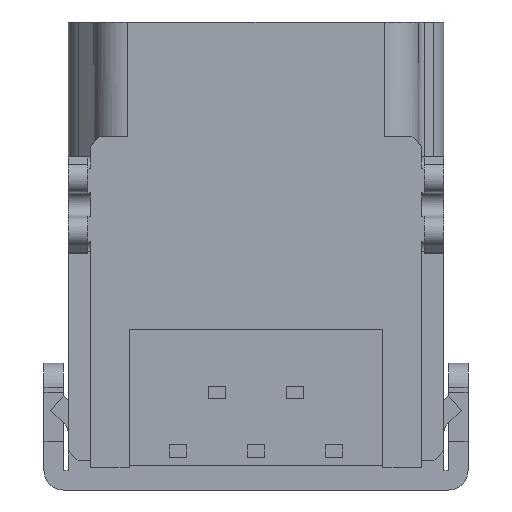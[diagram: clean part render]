
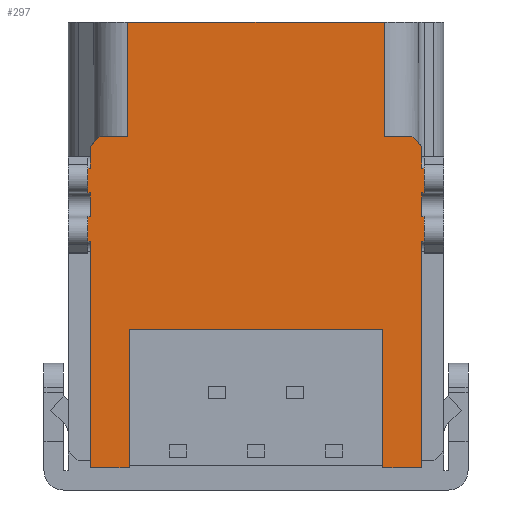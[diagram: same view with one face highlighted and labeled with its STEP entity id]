
A CAD part, front view. The second image highlights one B-rep face of the part: STEP entity #297.
In plain terms, the highlighted planar face has unit normal (0, -1, 0).
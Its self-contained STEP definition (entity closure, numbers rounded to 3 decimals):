
#297=ADVANCED_FACE('',(#854),#855,.T.);
#854=FACE_OUTER_BOUND('',#1606,.T.);
#855=PLANE('',#1607);
#1606=EDGE_LOOP('',(#3735,#3736,#3737,#3738,#3739,#3740,#3741,#3742,#3743,#3744,#3745,#3746,#3747,#3748,#3749,#3750,#3751,#3752,#3753,#3754,#3755,#3756,#3757,#3758,#3759,#3760,#3761,#3762,#3763,#3764));
#1607=AXIS2_PLACEMENT_3D('',#3765,#3766,#3767);
#3735=ORIENTED_EDGE('',*,*,#4590,.F.);
#3736=ORIENTED_EDGE('',*,*,#5212,.F.);
#3737=ORIENTED_EDGE('',*,*,#5213,.T.);
#3738=ORIENTED_EDGE('',*,*,#5214,.T.);
#3739=ORIENTED_EDGE('',*,*,#5215,.T.);
#3740=ORIENTED_EDGE('',*,*,#4529,.F.);
#3741=ORIENTED_EDGE('',*,*,#5184,.T.);
#3742=ORIENTED_EDGE('',*,*,#5208,.T.);
#3743=ORIENTED_EDGE('',*,*,#5216,.F.);
#3744=ORIENTED_EDGE('',*,*,#5211,.F.);
#3745=ORIENTED_EDGE('',*,*,#5196,.T.);
#3746=ORIENTED_EDGE('',*,*,#4571,.T.);
#3747=ORIENTED_EDGE('',*,*,#5217,.T.);
#3748=ORIENTED_EDGE('',*,*,#5218,.T.);
#3749=ORIENTED_EDGE('',*,*,#5219,.T.);
#3750=ORIENTED_EDGE('',*,*,#5220,.F.);
#3751=ORIENTED_EDGE('',*,*,#5221,.T.);
#3752=ORIENTED_EDGE('',*,*,#5222,.T.);
#3753=ORIENTED_EDGE('',*,*,#5223,.T.);
#3754=ORIENTED_EDGE('',*,*,#4551,.T.);
#3755=ORIENTED_EDGE('',*,*,#5224,.F.);
#3756=ORIENTED_EDGE('',*,*,#5225,.F.);
#3757=ORIENTED_EDGE('',*,*,#5226,.T.);
#3758=ORIENTED_EDGE('',*,*,#5227,.T.);
#3759=ORIENTED_EDGE('',*,*,#5228,.F.);
#3760=ORIENTED_EDGE('',*,*,#4549,.F.);
#3761=ORIENTED_EDGE('',*,*,#5229,.T.);
#3762=ORIENTED_EDGE('',*,*,#5230,.T.);
#3763=ORIENTED_EDGE('',*,*,#5231,.T.);
#3764=ORIENTED_EDGE('',*,*,#5232,.T.);
#3765=CARTESIAN_POINT('',(-3.85,-1.95,0.0));
#3766=DIRECTION('',(0.0,-1.0,0.0));
#3767=DIRECTION('',(0.0,0.0,-1.0));
#4529=EDGE_CURVE('',#5426,#5429,#5430,.T.);
#4549=EDGE_CURVE('',#5467,#5461,#5469,.T.);
#4551=EDGE_CURVE('',#5473,#5470,#5474,.T.);
#4571=EDGE_CURVE('',#5505,#5511,#5513,.T.);
#4590=EDGE_CURVE('',#5549,#5551,#5552,.T.);
#5184=EDGE_CURVE('',#5426,#6527,#6528,.T.);
#5196=EDGE_CURVE('',#6547,#5505,#6548,.T.);
#5208=EDGE_CURVE('',#6527,#6566,#6568,.T.);
#5211=EDGE_CURVE('',#6547,#6565,#6571,.T.);
#5212=EDGE_CURVE('',#6572,#5549,#6573,.T.);
#5213=EDGE_CURVE('',#6572,#6574,#6575,.T.);
#5214=EDGE_CURVE('',#6574,#6576,#6577,.T.);
#5215=EDGE_CURVE('',#6576,#5429,#6578,.T.);
#5216=EDGE_CURVE('',#6565,#6566,#6579,.T.);
#5217=EDGE_CURVE('',#5511,#6580,#6581,.T.);
#5218=EDGE_CURVE('',#6580,#6582,#6583,.T.);
#5219=EDGE_CURVE('',#6582,#6584,#6585,.T.);
#5220=EDGE_CURVE('',#6586,#6584,#6587,.T.);
#5221=EDGE_CURVE('',#6586,#6588,#6589,.T.);
#5222=EDGE_CURVE('',#6588,#6590,#6591,.T.);
#5223=EDGE_CURVE('',#6590,#5473,#6592,.T.);
#5224=EDGE_CURVE('',#6593,#5470,#6594,.T.);
#5225=EDGE_CURVE('',#6595,#6593,#6596,.T.);
#5226=EDGE_CURVE('',#6595,#6597,#6598,.T.);
#5227=EDGE_CURVE('',#6597,#6599,#6600,.T.);
#5228=EDGE_CURVE('',#5461,#6599,#6601,.T.);
#5229=EDGE_CURVE('',#5467,#6602,#6603,.T.);
#5230=EDGE_CURVE('',#6602,#6604,#6605,.T.);
#5231=EDGE_CURVE('',#6604,#6606,#6607,.T.);
#5232=EDGE_CURVE('',#6606,#5551,#6608,.T.);
#5426=VERTEX_POINT('',#6883);
#5429=VERTEX_POINT('',#6887);
#5430=LINE('',#6888,#6889);
#5461=VERTEX_POINT('',#6927);
#5467=VERTEX_POINT('',#6935);
#5469=LINE('',#6937,#6938);
#5470=VERTEX_POINT('',#6939);
#5473=VERTEX_POINT('',#6943);
#5474=LINE('',#6944,#6945);
#5505=VERTEX_POINT('',#6983);
#5511=VERTEX_POINT('',#6991);
#5513=LINE('',#6993,#6994);
#5549=VERTEX_POINT('',#7039);
#5551=VERTEX_POINT('',#7041);
#5552=LINE('',#7042,#7043);
#6527=VERTEX_POINT('',#8568);
#6528=LINE('',#8569,#8570);
#6547=VERTEX_POINT('',#8594);
#6548=LINE('',#8595,#8596);
#6565=VERTEX_POINT('',#8618);
#6566=VERTEX_POINT('',#8619);
#6568=LINE('',#8621,#8622);
#6571=LINE('',#8627,#8628);
#6572=VERTEX_POINT('',#8629);
#6573=LINE('',#8630,#8631);
#6574=VERTEX_POINT('',#8632);
#6575=LINE('',#8633,#8634);
#6576=VERTEX_POINT('',#8635);
#6577=LINE('',#8636,#8637);
#6578=LINE('',#8638,#8639);
#6579=LINE('',#8640,#8641);
#6580=VERTEX_POINT('',#8642);
#6581=LINE('',#8643,#8644);
#6582=VERTEX_POINT('',#8645);
#6583=LINE('',#8646,#8647);
#6584=VERTEX_POINT('',#8648);
#6585=LINE('',#8649,#8650);
#6586=VERTEX_POINT('',#8651);
#6587=LINE('',#8652,#8653);
#6588=VERTEX_POINT('',#8654);
#6589=LINE('',#8655,#8656);
#6590=VERTEX_POINT('',#8657);
#6591=LINE('',#8658,#8659);
#6592=LINE('',#8660,#8661);
#6593=VERTEX_POINT('',#8662);
#6594=LINE('',#8663,#8664);
#6595=VERTEX_POINT('',#8665);
#6596=LINE('',#8666,#8667);
#6597=VERTEX_POINT('',#8668);
#6598=LINE('',#8669,#8670);
#6599=VERTEX_POINT('',#8671);
#6600=LINE('',#8672,#8673);
#6601=LINE('',#8674,#8675);
#6602=VERTEX_POINT('',#8676);
#6603=LINE('',#8677,#8678);
#6604=VERTEX_POINT('',#8679);
#6605=LINE('',#8680,#8681);
#6606=VERTEX_POINT('',#8682);
#6607=LINE('',#8683,#8684);
#6608=LINE('',#8685,#8686);
#6883=CARTESIAN_POINT('',(-3.45,-1.95,-2.999));
#6887=CARTESIAN_POINT('',(-3.4,-1.95,-2.999));
#6888=CARTESIAN_POINT('',(-3.45,-1.95,-2.999));
#6889=VECTOR('',#9086,0.05);
#6927=CARTESIAN_POINT('',(3.45,-1.95,-2.999));
#6935=CARTESIAN_POINT('',(3.4,-1.95,-2.999));
#6937=CARTESIAN_POINT('',(3.4,-1.95,-2.999));
#6938=VECTOR('',#9126,0.05);
#6939=CARTESIAN_POINT('',(3.45,-1.95,-4.501));
#6943=CARTESIAN_POINT('',(3.4,-1.95,-4.501));
#6944=CARTESIAN_POINT('',(3.4,-1.95,-4.501));
#6945=VECTOR('',#9128,0.05);
#6983=CARTESIAN_POINT('',(-3.45,-1.95,-4.501));
#6991=CARTESIAN_POINT('',(-3.4,-1.95,-4.501));
#6993=CARTESIAN_POINT('',(-3.45,-1.95,-4.501));
#6994=VECTOR('',#9168,0.05);
#7039=CARTESIAN_POINT('',(-2.635,-1.95,0.0));
#7041=CARTESIAN_POINT('',(2.635,-1.95,0.0));
#7042=CARTESIAN_POINT('',(-2.635,-1.95,0.0));
#7043=VECTOR('',#9205,5.27);
#8568=CARTESIAN_POINT('',(-3.45,-1.95,-3.505));
#8569=CARTESIAN_POINT('',(-3.45,-1.95,-2.999));
#8570=VECTOR('',#10055,0.506);
#8594=CARTESIAN_POINT('',(-3.45,-1.95,-3.995));
#8595=CARTESIAN_POINT('',(-3.45,-1.95,-3.995));
#8596=VECTOR('',#10079,0.506);
#8618=CARTESIAN_POINT('',(-3.4,-1.95,-3.995));
#8619=CARTESIAN_POINT('',(-3.4,-1.95,-3.505));
#8621=CARTESIAN_POINT('',(-3.45,-1.95,-3.505));
#8622=VECTOR('',#10103,0.05);
#8627=CARTESIAN_POINT('',(-3.45,-1.95,-3.995));
#8628=VECTOR('',#10106,0.05);
#8629=CARTESIAN_POINT('',(-2.635,-1.95,-2.35));
#8630=CARTESIAN_POINT('',(-2.635,-1.95,-2.35));
#8631=VECTOR('',#10107,2.35);
#8632=CARTESIAN_POINT('',(-3.2,-1.95,-2.35));
#8633=CARTESIAN_POINT('',(-2.635,-1.95,-2.35));
#8634=VECTOR('',#10108,0.565);
#8635=CARTESIAN_POINT('',(-3.4,-1.95,-2.55));
#8636=CARTESIAN_POINT('',(-3.2,-1.95,-2.35));
#8637=VECTOR('',#10109,0.283);
#8638=CARTESIAN_POINT('',(-3.4,-1.95,-2.55));
#8639=VECTOR('',#10110,0.449);
#8640=CARTESIAN_POINT('',(-3.4,-1.95,-3.995));
#8641=VECTOR('',#10111,0.49);
#8642=CARTESIAN_POINT('',(-3.4,-1.95,-9.148));
#8643=CARTESIAN_POINT('',(-3.4,-1.95,-4.501));
#8644=VECTOR('',#10112,4.647);
#8645=CARTESIAN_POINT('',(-2.6,-1.95,-9.148));
#8646=CARTESIAN_POINT('',(-3.4,-1.95,-9.148));
#8647=VECTOR('',#10113,0.8);
#8648=CARTESIAN_POINT('',(-2.6,-1.95,-6.298));
#8649=CARTESIAN_POINT('',(-2.6,-1.95,-9.148));
#8650=VECTOR('',#10114,2.85);
#8651=CARTESIAN_POINT('',(2.6,-1.95,-6.298));
#8652=CARTESIAN_POINT('',(2.6,-1.95,-6.298));
#8653=VECTOR('',#10115,5.2);
#8654=CARTESIAN_POINT('',(2.6,-1.95,-9.148));
#8655=CARTESIAN_POINT('',(2.6,-1.95,-6.298));
#8656=VECTOR('',#10116,2.85);
#8657=CARTESIAN_POINT('',(3.4,-1.95,-9.148));
#8658=CARTESIAN_POINT('',(2.6,-1.95,-9.148));
#8659=VECTOR('',#10117,0.8);
#8660=CARTESIAN_POINT('',(3.4,-1.95,-9.148));
#8661=VECTOR('',#10118,4.647);
#8662=CARTESIAN_POINT('',(3.45,-1.95,-3.995));
#8663=CARTESIAN_POINT('',(3.45,-1.95,-3.995));
#8664=VECTOR('',#10119,0.506);
#8665=CARTESIAN_POINT('',(3.4,-1.95,-3.995));
#8666=CARTESIAN_POINT('',(3.4,-1.95,-3.995));
#8667=VECTOR('',#10120,0.05);
#8668=CARTESIAN_POINT('',(3.4,-1.95,-3.505));
#8669=CARTESIAN_POINT('',(3.4,-1.95,-3.995));
#8670=VECTOR('',#10121,0.49);
#8671=CARTESIAN_POINT('',(3.45,-1.95,-3.505));
#8672=CARTESIAN_POINT('',(3.4,-1.95,-3.505));
#8673=VECTOR('',#10122,0.05);
#8674=CARTESIAN_POINT('',(3.45,-1.95,-2.999));
#8675=VECTOR('',#10123,0.506);
#8676=CARTESIAN_POINT('',(3.4,-1.95,-2.55));
#8677=CARTESIAN_POINT('',(3.4,-1.95,-2.999));
#8678=VECTOR('',#10124,0.449);
#8679=CARTESIAN_POINT('',(3.2,-1.95,-2.35));
#8680=CARTESIAN_POINT('',(3.4,-1.95,-2.55));
#8681=VECTOR('',#10125,0.283);
#8682=CARTESIAN_POINT('',(2.635,-1.95,-2.35));
#8683=CARTESIAN_POINT('',(3.2,-1.95,-2.35));
#8684=VECTOR('',#10126,0.565);
#8685=CARTESIAN_POINT('',(2.635,-1.95,-2.35));
#8686=VECTOR('',#10127,2.35);
#9086=DIRECTION('',(1.0,0.0,0.));
#9126=DIRECTION('',(1.0,0.0,0.0));
#9128=DIRECTION('',(1.0,0.0,0.0));
#9168=DIRECTION('',(1.0,0.0,0.0));
#9205=DIRECTION('',(1.0,0.0,0.0));
#10055=DIRECTION('',(0.0,0.0,-1.0));
#10079=DIRECTION('',(0.0,0.0,-1.0));
#10103=DIRECTION('',(1.0,0.0,0.0));
#10106=DIRECTION('',(1.0,0.0,0.0));
#10107=DIRECTION('',(0.0,0.0,1.0));
#10108=DIRECTION('',(-1.0,0.0,0.0));
#10109=DIRECTION('',(-0.707,0.0,-0.707));
#10110=DIRECTION('',(0.0,0.0,-1.0));
#10111=DIRECTION('',(0.0,0.0,1.0));
#10112=DIRECTION('',(0.0,0.0,-1.0));
#10113=DIRECTION('',(1.0,0.0,0.0));
#10114=DIRECTION('',(0.0,0.0,1.0));
#10115=DIRECTION('',(-1.0,0.0,0.0));
#10116=DIRECTION('',(0.0,0.0,-1.0));
#10117=DIRECTION('',(1.0,0.0,0.0));
#10118=DIRECTION('',(0.0,0.0,1.0));
#10119=DIRECTION('',(0.0,0.0,-1.0));
#10120=DIRECTION('',(1.0,0.0,0.0));
#10121=DIRECTION('',(0.0,0.0,1.0));
#10122=DIRECTION('',(1.0,0.0,0.0));
#10123=DIRECTION('',(0.0,0.0,-1.0));
#10124=DIRECTION('',(0.0,0.0,1.0));
#10125=DIRECTION('',(-0.707,0.0,0.707));
#10126=DIRECTION('',(-1.0,0.0,0.0));
#10127=DIRECTION('',(0.0,0.0,1.0));
